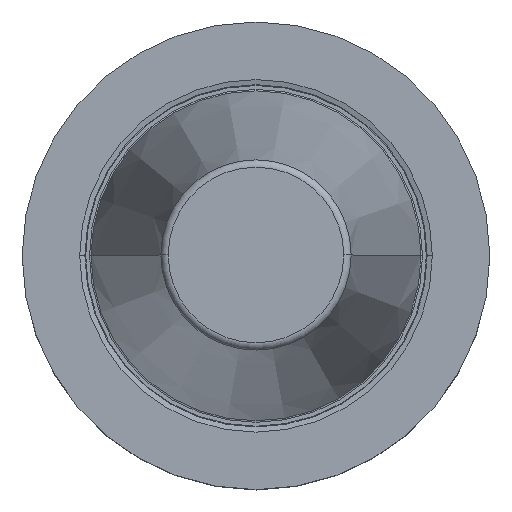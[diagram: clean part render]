
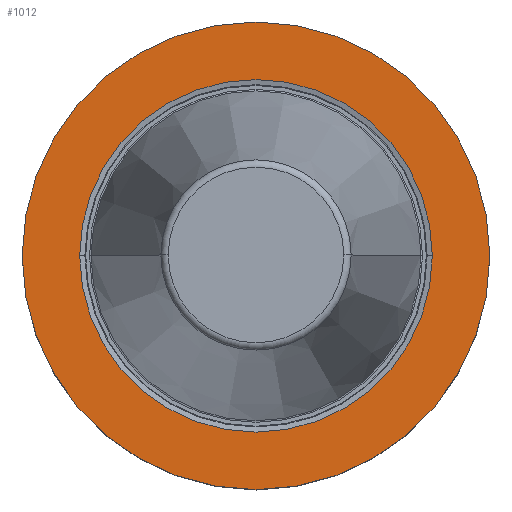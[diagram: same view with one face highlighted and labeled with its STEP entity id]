
A CAD part, top view. The second image highlights one B-rep face of the part: STEP entity #1012.
In plain terms, the highlighted planar face has unit normal (0, 0, 1).
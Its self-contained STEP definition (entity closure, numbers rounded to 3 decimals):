
#113=CARTESIAN_POINT('',(0.,0.,-2.));
#114=DIRECTION('',(0.,0.,-1.));
#115=DIRECTION('',(1.,0.,0.));
#116=AXIS2_PLACEMENT_3D('',#113,#114,#115);
#121=CARTESIAN_POINT('',(0.,0.,-2.));
#122=DIRECTION('',(0.,0.,1.));
#123=DIRECTION('',(1.,0.,0.));
#124=AXIS2_PLACEMENT_3D('',#121,#122,#123);
#129=CARTESIAN_POINT('',(0.,0.,-2.));
#130=DIRECTION('',(0.,0.,1.));
#131=DIRECTION('',(1.,0.,0.));
#132=AXIS2_PLACEMENT_3D('',#129,#130,#131);
#137=CARTESIAN_POINT('',(0.,0.,-2.));
#138=DIRECTION('',(0.,0.,1.));
#139=DIRECTION('',(-1.,0.,0.));
#140=AXIS2_PLACEMENT_3D('',#137,#138,#139);
#809=CARTESIAN_POINT('',(31.5,0.,-2.));
#810=CARTESIAN_POINT('',(-31.5,0.,-2.));
#811=VERTEX_POINT('',#809);
#812=VERTEX_POINT('',#810);
#871=CARTESIAN_POINT('',(23.746,0.,-2.));
#872=VERTEX_POINT('',#871);
#875=CARTESIAN_POINT('',(-23.746,0.,-2.));
#876=VERTEX_POINT('',#875);
#997=CARTESIAN_POINT('',(0.,0.,-2.));
#998=DIRECTION('',(0.,0.,-1.));
#999=DIRECTION('',(-1.,0.,0.));
#1000=AXIS2_PLACEMENT_3D('',#997,#998,#999);
#1001=PLANE('',#1000);
#1002=ORIENTED_EDGE('',*,*,#918,.T.);
#1003=ORIENTED_EDGE('',*,*,#977,.F.);
#1004=EDGE_LOOP('',(#1002,#1003));
#1005=FACE_OUTER_BOUND('',#1004,.F.);
#1007=ORIENTED_EDGE('',*,*,#1006,.T.);
#1009=ORIENTED_EDGE('',*,*,#1008,.T.);
#1010=EDGE_LOOP('',(#1007,#1009));
#1011=FACE_BOUND('',#1010,.F.);
#1012=ADVANCED_FACE('',(#1005,#1011),#1001,.F.);
#117=CIRCLE('',#116,31.5);
#125=CIRCLE('',#124,31.5);
#133=CIRCLE('',#132,23.746);
#141=CIRCLE('',#140,23.746);
#918=EDGE_CURVE('',#811,#812,#117,.T.);
#977=EDGE_CURVE('',#811,#812,#125,.T.);
#1006=EDGE_CURVE('',#872,#876,#133,.T.);
#1008=EDGE_CURVE('',#876,#872,#141,.T.);
